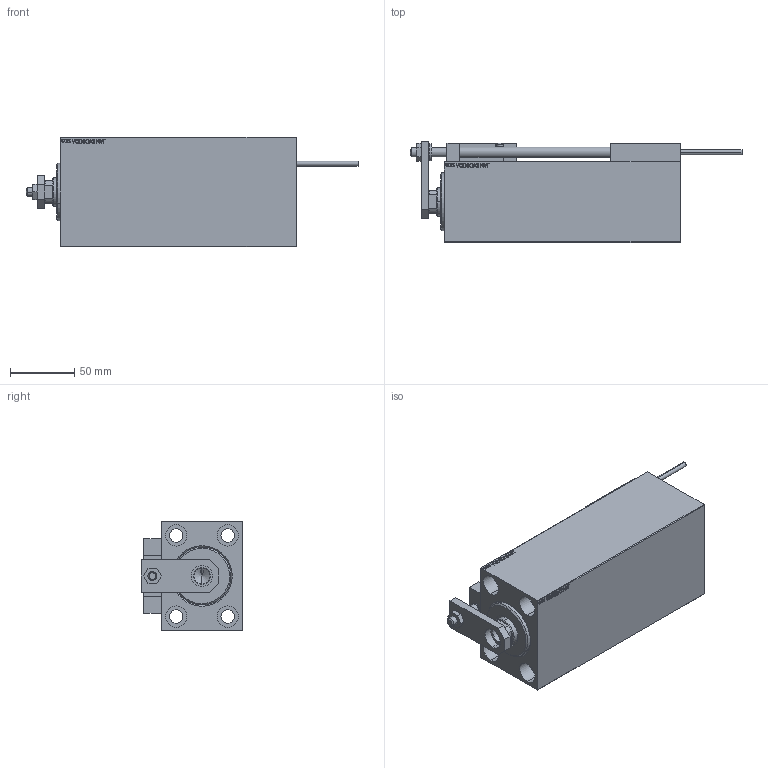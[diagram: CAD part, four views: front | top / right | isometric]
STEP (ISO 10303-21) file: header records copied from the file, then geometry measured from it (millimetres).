
FILE_DESCRIPTION (( 'STEP AP203' ), '1' );
FILE_NAME ('e2cf.STEP', '2022-04-17T03:43:31', ( '' ), ( '' ), 'SwSTEP 2.0', 'SolidWorks 2019', '' );
FILE_SCHEMA (( 'CONFIG_CONTROL_DESIGN' ));
Length unit declared in the file: millimetre
Products named in the file (15): V450CM_C_VCP 65f5bf2a0d012f539b6da46473037ba9; NUT_D12 65f5bf2a0d012f539b6da46473037ba9; TYC_L79 65f5bf2a0d012f539b6da46473037ba9; SWITCH X 65f5bf2a0d012f539b6da46473037ba9; KONCOVKA 65f5bf2a0d012f539b6da46473037ba9; MAGNET 65f5bf2a0d012f539b6da46473037ba9; V450CM_C_Body 65f5bf2a0d012f539b6da46473037ba9; V450CM_VC_B 65f5bf2a0d012f539b6da46473037ba9; ZARAZKA 65f5bf2a0d012f539b6da46473037ba9; e2cf; SWITCH_X_FRONT_BACK 65f5bf2a0d012f539b6da46473037ba9; SWITCH DIM B,W 65f5bf2a0d012f539b6da46473037ba9; ALLEN BOLT D5 65f5bf2a0d012f539b6da46473037ba9; ALLEN BOLT D8 65f5bf2a0d012f539b6da46473037ba9; Block 65f5bf2a0d012f539b6da46473037ba9
Assembly tree (24 placements, depth 3):
  e2cf
    V450CM_C_Body 65f5bf2a0d012f539b6da46473037ba9
    SWITCH X 65f5bf2a0d012f539b6da46473037ba9
      SWITCH_X_FRONT_BACK 65f5bf2a0d012f539b6da46473037ba9  x2
      TYC_L79 65f5bf2a0d012f539b6da46473037ba9
      Block 65f5bf2a0d012f539b6da46473037ba9  x2
      ALLEN BOLT D5 65f5bf2a0d012f539b6da46473037ba9  x4
      ALLEN BOLT D8 65f5bf2a0d012f539b6da46473037ba9  x4
      MAGNET 65f5bf2a0d012f539b6da46473037ba9  x2
      KONCOVKA 65f5bf2a0d012f539b6da46473037ba9  x2
    NUT_D12 65f5bf2a0d012f539b6da46473037ba9
    SWITCH DIM B,W 65f5bf2a0d012f539b6da46473037ba9
    ZARAZKA 65f5bf2a0d012f539b6da46473037ba9
    V450CM_C_VCP 65f5bf2a0d012f539b6da46473037ba9
    V450CM_VC_B 65f5bf2a0d012f539b6da46473037ba9
Bounding box: 257.7 x 78.5 x 85 mm (x, y, z)
Volume: 852758.3 mm3; surface area: 169351.3 mm2
Topology: 23 solids, 23 shells, 1278 faces, 3056 edges, 1955 vertices
Faces by surface type: plane 560, bspline 380, cylinder 184, cone 106, torus 44, sphere 4
Entity records: 50043 total; most frequent: CARTESIAN_POINT 25886, ORIENTED_EDGE 5132, DIRECTION 3438, EDGE_CURVE 2566, VERTEX_POINT 1679, VECTOR 1480, LINE 1480, EDGE_LOOP 1187
